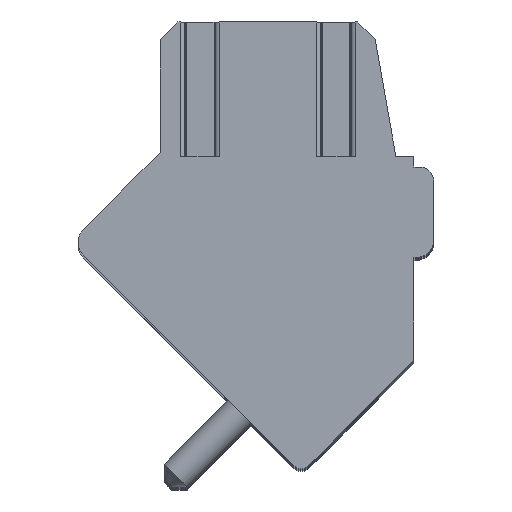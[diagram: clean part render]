
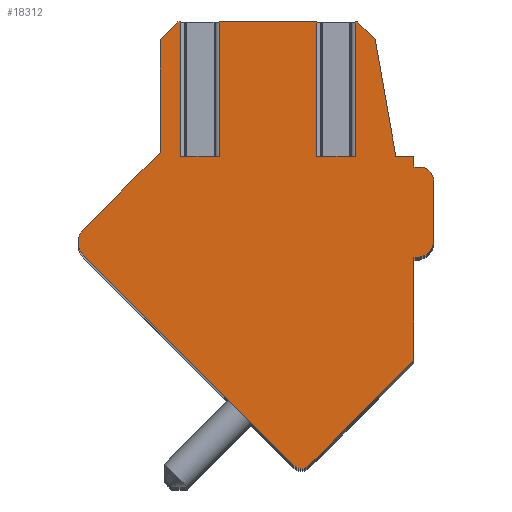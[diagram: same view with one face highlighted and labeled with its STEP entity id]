
A CAD part, top view. The second image highlights one B-rep face of the part: STEP entity #18312.
In plain terms, the highlighted planar face has unit normal (0, 0, 1).
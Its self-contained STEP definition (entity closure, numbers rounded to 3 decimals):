
#2460=DIRECTION('',(0.707,-0.707,0.));
#2461=VECTOR('',#2460,8.2);
#2462=CARTESIAN_POINT('',(-4.761,0.072,1.75));
#2463=LINE('',#2462,#2461);
#2839=DIRECTION('',(1.,0.,0.));
#2840=VECTOR('',#2839,1.07);
#2841=CARTESIAN_POINT('',(1.673,2.8,1.75));
#2842=LINE('',#2841,#2840);
#2843=DIRECTION('',(0.,1.,0.));
#2844=VECTOR('',#2843,3.7);
#2845=CARTESIAN_POINT('',(2.743,2.8,1.75));
#2846=LINE('',#2845,#2844);
#2847=DIRECTION('',(-1.,0.,0.));
#2848=VECTOR('',#2847,0.068);
#2849=CARTESIAN_POINT('',(2.811,6.5,1.75));
#2850=LINE('',#2849,#2848);
#2851=DIRECTION('',(-0.707,0.707,0.));
#2852=VECTOR('',#2851,0.677);
#2853=CARTESIAN_POINT('',(3.29,6.021,1.75));
#2854=LINE('',#2853,#2852);
#2855=DIRECTION('',(-0.174,0.985,0.));
#2856=VECTOR('',#2855,3.271);
#2857=CARTESIAN_POINT('',(3.858,2.8,1.75));
#2858=LINE('',#2857,#2856);
#2859=DIRECTION('',(-1.,0.,0.));
#2860=VECTOR('',#2859,0.5);
#2861=CARTESIAN_POINT('',(4.358,2.8,1.75));
#2862=LINE('',#2861,#2860);
#2863=DIRECTION('',(0.,1.,0.));
#2864=VECTOR('',#2863,0.3);
#2865=CARTESIAN_POINT('',(4.358,2.5,1.75));
#2866=LINE('',#2865,#2864);
#2867=DIRECTION('',(-1.,0.,0.));
#2868=VECTOR('',#2867,0.15);
#2869=CARTESIAN_POINT('',(4.508,2.5,1.75));
#2870=LINE('',#2869,#2868);
#2871=CARTESIAN_POINT('',(4.508,2.1,1.75));
#2872=DIRECTION('',(0.,0.,1.));
#2873=DIRECTION('',(1.,0.,0.));
#2874=AXIS2_PLACEMENT_3D('',#2871,#2872,#2873);
#2876=DIRECTION('',(0.,1.,0.));
#2877=VECTOR('',#2876,1.6);
#2878=CARTESIAN_POINT('',(4.908,0.5,1.75));
#2879=LINE('',#2878,#2877);
#2880=CARTESIAN_POINT('',(4.408,0.5,1.75));
#2881=DIRECTION('',(0.,0.,1.));
#2882=DIRECTION('',(0.,-1.,0.));
#2883=AXIS2_PLACEMENT_3D('',#2880,#2881,#2882);
#2885=DIRECTION('',(1.,0.,0.));
#2886=VECTOR('',#2885,0.05);
#2887=CARTESIAN_POINT('',(4.358,0.,1.75));
#2888=LINE('',#2887,#2886);
#2889=DIRECTION('',(0.,1.,0.));
#2890=VECTOR('',#2889,2.83);
#2891=CARTESIAN_POINT('',(4.358,-2.83,1.75));
#2892=LINE('',#2891,#2890);
#2893=DIRECTION('',(0.707,0.707,0.));
#2894=VECTOR('',#2893,4.096);
#2895=CARTESIAN_POINT('',(1.461,-5.727,1.75));
#2896=LINE('',#2895,#2894);
#2897=CARTESIAN_POINT('',(1.249,-5.515,1.75));
#2898=DIRECTION('',(0.,0.,1.));
#2899=DIRECTION('',(-0.707,-0.707,0.));
#2900=AXIS2_PLACEMENT_3D('',#2897,#2898,#2899);
#2902=CARTESIAN_POINT('',(-4.408,0.425,1.75));
#2903=DIRECTION('',(0.,0.,1.));
#2904=DIRECTION('',(-0.707,0.707,0.));
#2905=AXIS2_PLACEMENT_3D('',#2902,#2903,#2904);
#2907=DIRECTION('',(-0.707,-0.707,0.));
#2908=VECTOR('',#2907,2.997);
#2909=CARTESIAN_POINT('',(-2.642,2.898,1.75));
#2910=LINE('',#2909,#2908);
#2911=DIRECTION('',(0.,-1.,0.));
#2912=VECTOR('',#2911,3.111);
#2913=CARTESIAN_POINT('',(-2.642,6.009,1.75));
#2914=LINE('',#2913,#2912);
#2915=DIRECTION('',(-0.707,-0.707,0.));
#2916=VECTOR('',#2915,0.694);
#2917=CARTESIAN_POINT('',(-2.151,6.5,1.75));
#2918=LINE('',#2917,#2916);
#2919=DIRECTION('',(-1.,0.,0.));
#2920=VECTOR('',#2919,0.074);
#2921=CARTESIAN_POINT('',(-2.077,6.5,1.75));
#2922=LINE('',#2921,#2920);
#2923=DIRECTION('',(0.,1.,0.));
#2924=VECTOR('',#2923,3.7);
#2925=CARTESIAN_POINT('',(-2.077,2.8,1.75));
#2926=LINE('',#2925,#2924);
#2927=DIRECTION('',(1.,0.,0.));
#2928=VECTOR('',#2927,1.07);
#2929=CARTESIAN_POINT('',(-2.077,2.8,1.75));
#2930=LINE('',#2929,#2928);
#2931=DIRECTION('',(0.,1.,0.));
#2932=VECTOR('',#2931,3.7);
#2933=CARTESIAN_POINT('',(-1.007,2.8,1.75));
#2934=LINE('',#2933,#2932);
#2935=DIRECTION('',(-1.,0.,0.));
#2936=VECTOR('',#2935,2.68);
#2937=CARTESIAN_POINT('',(1.673,6.5,1.75));
#2938=LINE('',#2937,#2936);
#2939=DIRECTION('',(0.,1.,0.));
#2940=VECTOR('',#2939,3.7);
#2941=CARTESIAN_POINT('',(1.673,2.8,1.75));
#2942=LINE('',#2941,#2940);
#11780=CARTESIAN_POINT('',(1.673,2.8,1.75));
#11781=CARTESIAN_POINT('',(2.743,2.8,1.75));
#11782=VERTEX_POINT('',#11780);
#11783=VERTEX_POINT('',#11781);
#11784=CARTESIAN_POINT('',(2.743,6.5,1.75));
#11785=VERTEX_POINT('',#11784);
#11786=CARTESIAN_POINT('',(1.673,6.5,1.75));
#11787=VERTEX_POINT('',#11786);
#11800=CARTESIAN_POINT('',(-2.077,2.8,1.75));
#11801=CARTESIAN_POINT('',(-1.007,2.8,1.75));
#11802=VERTEX_POINT('',#11800);
#11803=VERTEX_POINT('',#11801);
#11804=CARTESIAN_POINT('',(-1.007,6.5,1.75));
#11805=VERTEX_POINT('',#11804);
#11806=CARTESIAN_POINT('',(-2.077,6.5,1.75));
#11807=VERTEX_POINT('',#11806);
#11898=CARTESIAN_POINT('',(1.037,-5.727,1.75));
#11899=CARTESIAN_POINT('',(1.461,-5.727,1.75));
#11900=VERTEX_POINT('',#11898);
#11901=VERTEX_POINT('',#11899);
#11902=CARTESIAN_POINT('',(4.358,-2.83,1.75));
#11903=VERTEX_POINT('',#11902);
#11904=CARTESIAN_POINT('',(4.358,0.,1.75));
#11905=VERTEX_POINT('',#11904);
#11906=CARTESIAN_POINT('',(4.408,0.,1.75));
#11907=VERTEX_POINT('',#11906);
#11908=CARTESIAN_POINT('',(4.908,0.5,1.75));
#11909=VERTEX_POINT('',#11908);
#11910=CARTESIAN_POINT('',(4.908,2.1,1.75));
#11911=VERTEX_POINT('',#11910);
#11912=CARTESIAN_POINT('',(4.508,2.5,1.75));
#11913=VERTEX_POINT('',#11912);
#11914=CARTESIAN_POINT('',(4.358,2.5,1.75));
#11915=VERTEX_POINT('',#11914);
#11916=CARTESIAN_POINT('',(4.358,2.8,1.75));
#11917=VERTEX_POINT('',#11916);
#11918=CARTESIAN_POINT('',(3.858,2.8,1.75));
#11919=VERTEX_POINT('',#11918);
#11920=CARTESIAN_POINT('',(3.29,6.021,1.75));
#11921=VERTEX_POINT('',#11920);
#11922=CARTESIAN_POINT('',(2.811,6.5,1.75));
#11923=VERTEX_POINT('',#11922);
#11924=CARTESIAN_POINT('',(-2.151,6.5,1.75));
#11925=CARTESIAN_POINT('',(-2.642,6.009,1.75));
#11926=VERTEX_POINT('',#11924);
#11927=VERTEX_POINT('',#11925);
#11928=CARTESIAN_POINT('',(-4.761,0.779,1.75));
#11929=CARTESIAN_POINT('',(-4.761,0.072,1.75));
#11930=VERTEX_POINT('',#11928);
#11931=VERTEX_POINT('',#11929);
#11936=CARTESIAN_POINT('',(-2.642,2.898,1.75));
#11938=VERTEX_POINT('',#11936);
#18269=CARTESIAN_POINT('',(0.,0.,1.75));
#18270=DIRECTION('',(0.,0.,1.));
#18271=DIRECTION('',(1.,0.,0.));
#18272=AXIS2_PLACEMENT_3D('',#18269,#18270,#18271);
#18273=PLANE('',#18272);
#18275=ORIENTED_EDGE('',*,*,#18274,.T.);
#18277=ORIENTED_EDGE('',*,*,#18276,.T.);
#18278=ORIENTED_EDGE('',*,*,#15159,.F.);
#18279=ORIENTED_EDGE('',*,*,#15405,.F.);
#18280=ORIENTED_EDGE('',*,*,#15419,.F.);
#18281=ORIENTED_EDGE('',*,*,#15433,.F.);
#18282=ORIENTED_EDGE('',*,*,#15558,.F.);
#18283=ORIENTED_EDGE('',*,*,#15574,.F.);
#18284=ORIENTED_EDGE('',*,*,#16201,.F.);
#18285=ORIENTED_EDGE('',*,*,#16423,.F.);
#18286=ORIENTED_EDGE('',*,*,#16645,.F.);
#18287=ORIENTED_EDGE('',*,*,#16867,.F.);
#18288=ORIENTED_EDGE('',*,*,#17096,.F.);
#18289=ORIENTED_EDGE('',*,*,#17758,.F.);
#18290=ORIENTED_EDGE('',*,*,#17960,.F.);
#18291=ORIENTED_EDGE('',*,*,#17809,.F.);
#18293=ORIENTED_EDGE('',*,*,#18292,.F.);
#18295=ORIENTED_EDGE('',*,*,#18294,.F.);
#18297=ORIENTED_EDGE('',*,*,#18296,.F.);
#18299=ORIENTED_EDGE('',*,*,#18298,.F.);
#18300=ORIENTED_EDGE('',*,*,#15191,.F.);
#18302=ORIENTED_EDGE('',*,*,#18301,.F.);
#18304=ORIENTED_EDGE('',*,*,#18303,.T.);
#18306=ORIENTED_EDGE('',*,*,#18305,.T.);
#18307=ORIENTED_EDGE('',*,*,#15175,.F.);
#18309=ORIENTED_EDGE('',*,*,#18308,.F.);
#18310=EDGE_LOOP('',(#18275,#18277,#18278,#18279,#18280,#18281,#18282,#18283,
#18284,#18285,#18286,#18287,#18288,#18289,#18290,#18291,#18293,#18295,#18297,
#18299,#18300,#18302,#18304,#18306,#18307,#18309));
#18311=FACE_OUTER_BOUND('',#18310,.F.);
#2875=CIRCLE('',#2874,0.4);
#2884=CIRCLE('',#2883,0.5);
#2901=CIRCLE('',#2900,0.3);
#2906=CIRCLE('',#2905,0.5);
#15159=EDGE_CURVE('',#11923,#11785,#2850,.T.);
#15175=EDGE_CURVE('',#11787,#11805,#2938,.T.);
#15191=EDGE_CURVE('',#11807,#11926,#2922,.T.);
#15405=EDGE_CURVE('',#11921,#11923,#2854,.T.);
#15419=EDGE_CURVE('',#11919,#11921,#2858,.T.);
#15433=EDGE_CURVE('',#11917,#11919,#2862,.T.);
#15558=EDGE_CURVE('',#11915,#11917,#2866,.T.);
#15574=EDGE_CURVE('',#11913,#11915,#2870,.T.);
#16201=EDGE_CURVE('',#11911,#11913,#2875,.T.);
#16423=EDGE_CURVE('',#11909,#11911,#2879,.T.);
#16645=EDGE_CURVE('',#11907,#11909,#2884,.T.);
#16867=EDGE_CURVE('',#11905,#11907,#2888,.T.);
#17096=EDGE_CURVE('',#11903,#11905,#2892,.T.);
#17758=EDGE_CURVE('',#11901,#11903,#2896,.T.);
#17809=EDGE_CURVE('',#11931,#11900,#2463,.T.);
#17960=EDGE_CURVE('',#11900,#11901,#2901,.T.);
#18274=EDGE_CURVE('',#11782,#11783,#2842,.T.);
#18276=EDGE_CURVE('',#11783,#11785,#2846,.T.);
#18292=EDGE_CURVE('',#11930,#11931,#2906,.T.);
#18294=EDGE_CURVE('',#11938,#11930,#2910,.T.);
#18296=EDGE_CURVE('',#11927,#11938,#2914,.T.);
#18298=EDGE_CURVE('',#11926,#11927,#2918,.T.);
#18301=EDGE_CURVE('',#11802,#11807,#2926,.T.);
#18303=EDGE_CURVE('',#11802,#11803,#2930,.T.);
#18305=EDGE_CURVE('',#11803,#11805,#2934,.T.);
#18308=EDGE_CURVE('',#11782,#11787,#2942,.T.);
#18312=ADVANCED_FACE('',(#18311),#18273,.T.);
